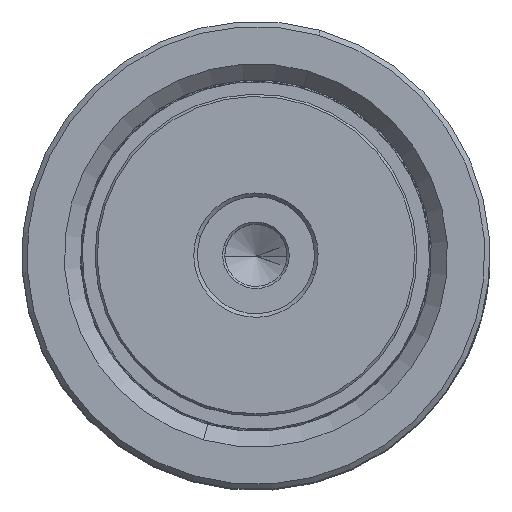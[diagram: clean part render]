
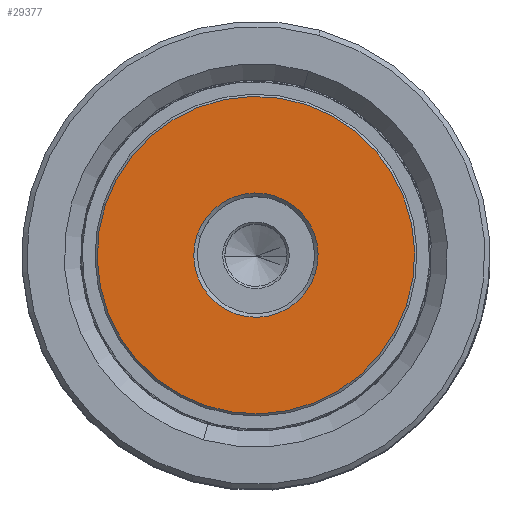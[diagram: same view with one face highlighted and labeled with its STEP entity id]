
A CAD part, top view. The second image highlights one B-rep face of the part: STEP entity #29377.
In plain terms, the highlighted face is planar.
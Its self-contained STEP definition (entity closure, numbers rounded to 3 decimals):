
#741 = ORIENTED_EDGE ( 'NONE', *, *, #19473, .T. ) ;
#2811 = DIRECTION ( 'NONE',  ( 0., 0., -1. ) ) ;
#3521 = CARTESIAN_POINT ( 'NONE',  ( 0., 0., 0. ) ) ;
#3977 = ORIENTED_EDGE ( 'NONE', *, *, #9949, .T. ) ;
#4060 = DIRECTION ( 'NONE',  ( 0., 0., 1. ) ) ;
#4471 = DIRECTION ( 'NONE',  ( 0., 0., 1. ) ) ;
#4765 = AXIS2_PLACEMENT_3D ( 'NONE', #12648, #4471, #45205 ) ;
#5499 = CIRCLE ( 'NONE', #42740, 21.7 ) ;
#7736 = FACE_OUTER_BOUND ( 'NONE', #9182, .T. ) ;
#7930 = CARTESIAN_POINT ( 'NONE',  ( 0., 0., 0. ) ) ;
#9182 = EDGE_LOOP ( 'NONE', ( #38518, #3977 ) ) ;
#9949 = EDGE_CURVE ( 'NONE', #39638, #28970, #32155, .T. ) ;
#10848 = CARTESIAN_POINT ( 'NONE',  ( 0., 0., 0. ) ) ;
#11855 = AXIS2_PLACEMENT_3D ( 'NONE', #7930, #44580, #15778 ) ;
#12648 = CARTESIAN_POINT ( 'NONE',  ( 0., 0., 0. ) ) ;
#15778 = DIRECTION ( 'NONE',  ( 1., 0., 0. ) ) ;
#15996 = DIRECTION ( 'NONE',  ( 1., 0., 0. ) ) ;
#17368 = VERTEX_POINT ( 'NONE', #50550 ) ;
#17598 = CARTESIAN_POINT ( 'NONE',  ( 21.7, 0., 0. ) ) ;
#19473 = EDGE_CURVE ( 'NONE', #30085, #17368, #35788, .T. ) ;
#19638 = DIRECTION ( 'NONE',  ( 1., 0., 0. ) ) ;
#23184 = EDGE_CURVE ( 'NONE', #17368, #30085, #25431, .T. ) ;
#23536 = CARTESIAN_POINT ( 'NONE',  ( 0., 0., 0. ) ) ;
#25431 = CIRCLE ( 'NONE', #4765, 8.5 ) ;
#27904 = PLANE ( 'NONE',  #43295 ) ;
#28345 = EDGE_LOOP ( 'NONE', ( #741, #39173 ) ) ;
#28970 = VERTEX_POINT ( 'NONE', #17598 ) ;
#29377 = ADVANCED_FACE ( 'NONE', ( #7736, #33221 ), #27904, .F. ) ;
#30085 = VERTEX_POINT ( 'NONE', #38153 ) ;
#32155 = CIRCLE ( 'NONE', #49604, 21.7 ) ;
#33221 = FACE_BOUND ( 'NONE', #28345, .T. ) ;
#35399 = DIRECTION ( 'NONE',  ( 1., 0., 0. ) ) ;
#35788 = CIRCLE ( 'NONE', #11855, 8.5 ) ;
#38153 = CARTESIAN_POINT ( 'NONE',  ( -8.5, 0., 0. ) ) ;
#38518 = ORIENTED_EDGE ( 'NONE', *, *, #48861, .T. ) ;
#39173 = ORIENTED_EDGE ( 'NONE', *, *, #23184, .T. ) ;
#39638 = VERTEX_POINT ( 'NONE', #40557 ) ;
#40557 = CARTESIAN_POINT ( 'NONE',  ( -21.7, 0., 0. ) ) ;
#42740 = AXIS2_PLACEMENT_3D ( 'NONE', #23536, #44018, #19638 ) ;
#43295 = AXIS2_PLACEMENT_3D ( 'NONE', #3521, #4060, #15996 ) ;
#44018 = DIRECTION ( 'NONE',  ( 0., 0., -1. ) ) ;
#44580 = DIRECTION ( 'NONE',  ( 0., 0., 1. ) ) ;
#45205 = DIRECTION ( 'NONE',  ( 1., 0., 0. ) ) ;
#48861 = EDGE_CURVE ( 'NONE', #28970, #39638, #5499, .T. ) ;
#49604 = AXIS2_PLACEMENT_3D ( 'NONE', #10848, #2811, #35399 ) ;
#50550 = CARTESIAN_POINT ( 'NONE',  ( 8.5, 0., 0. ) ) ;
